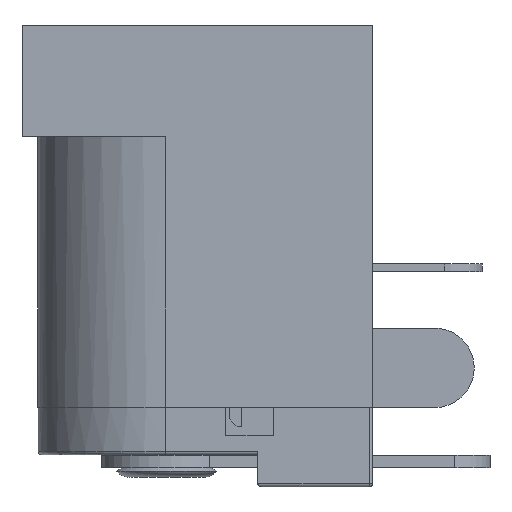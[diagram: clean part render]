
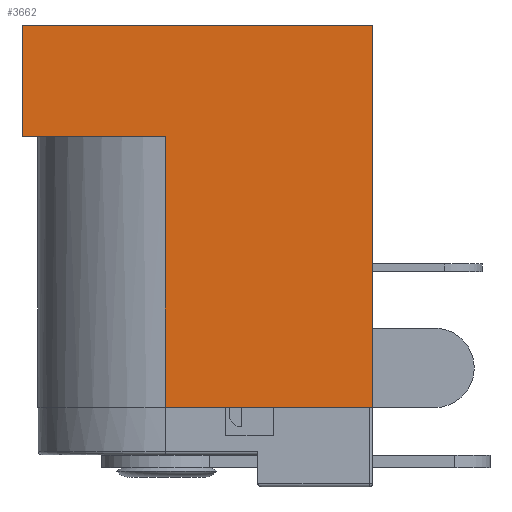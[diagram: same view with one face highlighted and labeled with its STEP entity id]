
A CAD part, left-side view. The second image highlights one B-rep face of the part: STEP entity #3662.
In plain terms, the highlighted planar face has unit normal (-1, 0, 0).
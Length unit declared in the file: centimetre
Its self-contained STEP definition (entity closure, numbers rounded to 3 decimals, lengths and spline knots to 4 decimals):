
#536=VECTOR('',#4717,1.);
#577=VECTOR('',#4792,1.);
#579=VECTOR('',#4795,1.);
#581=VECTOR('',#4798,1.);
#583=VECTOR('',#4803,1.);
#584=VECTOR('',#4804,1.);
#922=LINE('',#5806,#536);
#963=LINE('',#5902,#577);
#965=LINE('',#5906,#579);
#967=LINE('',#5911,#581);
#969=LINE('',#5916,#583);
#970=LINE('',#5917,#584);
#1294=VERTEX_POINT('',#5805);
#1295=VERTEX_POINT('',#5807);
#1322=VERTEX_POINT('',#5899);
#1323=VERTEX_POINT('',#5901);
#1324=VERTEX_POINT('',#5905);
#1325=VERTEX_POINT('',#5909);
#1872=EDGE_CURVE('',#1295,#1294,#922,.T.);
#1925=EDGE_CURVE('',#1323,#1322,#963,.T.);
#1927=EDGE_CURVE('',#1324,#1322,#965,.T.);
#1929=EDGE_CURVE('',#1325,#1323,#967,.T.);
#1932=EDGE_CURVE('',#1294,#1324,#969,.T.);
#1933=EDGE_CURVE('',#1295,#1325,#970,.T.);
#2968=ORIENTED_EDGE('',*,*,#1932,.T.);
#2969=ORIENTED_EDGE('',*,*,#1927,.T.);
#2970=ORIENTED_EDGE('',*,*,#1925,.F.);
#2971=ORIENTED_EDGE('',*,*,#1929,.F.);
#2972=ORIENTED_EDGE('',*,*,#1933,.F.);
#2973=ORIENTED_EDGE('',*,*,#1872,.T.);
#3228=EDGE_LOOP('',(#2968,#2969,#2970,#2971,#2972,#2973));
#3462=FACE_BOUND('',#3228,.T.);
#3662=ADVANCED_FACE('',(#3462),#6045,.T.);
#3959=AXIS2_PLACEMENT_3D('',#5915,#4802,$);
#4717=DIRECTION('',(0.,-1.,0.));
#4792=DIRECTION('',(0.,0.,1.));
#4795=DIRECTION('',(0.,1.,0.));
#4798=DIRECTION('',(0.,1.,0.));
#4802=DIRECTION('',(-1.,0.,0.));
#4803=DIRECTION('',(0.,0.,1.));
#4804=DIRECTION('',(0.,0.,1.));
#5805=CARTESIAN_POINT('',(-0.45,-0.65,0.));
#5806=CARTESIAN_POINT('',(-0.45,0.,0.));
#5807=CARTESIAN_POINT('',(-0.45,0.,0.));
#5899=CARTESIAN_POINT('',(-0.45,0.45,1.2));
#5901=CARTESIAN_POINT('',(-0.45,0.45,0.85));
#5902=CARTESIAN_POINT('',(-0.45,0.45,0.85));
#5905=CARTESIAN_POINT('',(-0.45,-0.65,1.2));
#5906=CARTESIAN_POINT('',(-0.45,-0.65,1.2));
#5909=CARTESIAN_POINT('',(-0.45,0.,0.85));
#5911=CARTESIAN_POINT('',(-0.45,-0.65,0.85));
#5915=CARTESIAN_POINT('',(-0.45,-0.325,0.));
#5916=CARTESIAN_POINT('',(-0.45,-0.65,0.));
#5917=CARTESIAN_POINT('',(-0.45,0.,0.));
#6045=PLANE('',#3959);
